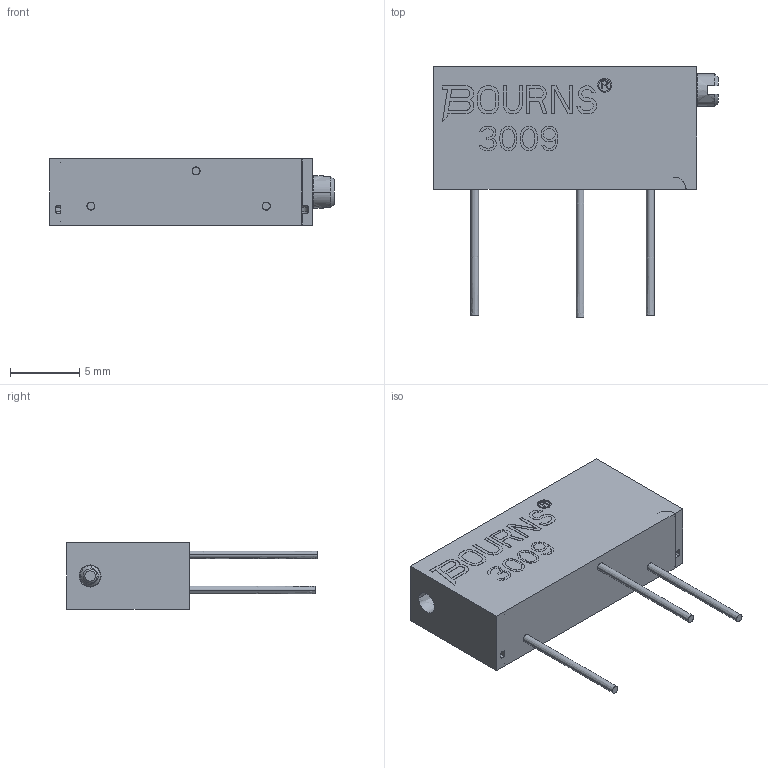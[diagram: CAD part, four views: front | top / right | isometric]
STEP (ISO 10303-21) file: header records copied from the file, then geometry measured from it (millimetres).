
FILE_DESCRIPTION((''),'2;1');
FILE_NAME('3009P_ASM','2012-02-10T',('minhn'),('Bourns, Inc.'),'PRO/ENGINEER BY PARAMETRIC TECHNOLOGY CORPORATION, 2001200','PRO/ENGINEER BY PARAMETRIC TECHNOLOGY CORPORATION, 2001200','');
FILE_SCHEMA(('AUTOMOTIVE_DESIGN_CC2 { 1 2 10303 214 -1 1 5 2 }'));
Length unit declared in the file: inch
Products named in the file (2): 3009_COVER; 3009P_ASM
Assembly tree (1 placements, depth 2):
  3009P_ASM
    3009_COVER
Bounding box: 20.59 x 18.16 x 4.83 mm (x, y, z)
Volume: 706.1 mm3; surface area: 1315.1 mm2
Topology: 1 solids, 2 shells, 639 faces, 1797 edges, 1184 vertices
Faces by surface type: bspline 639
Entity records: 33436 total; most frequent: CARTESIAN_POINT 13496, ORIENTED_EDGE 3594, PRESENTATION_STYLE_ASSIGNMENT 1810, STYLED_ITEM 1798, DIRECTION 1797, CURVE_STYLE 1797, EDGE_CURVE 1797, VECTOR 1515
